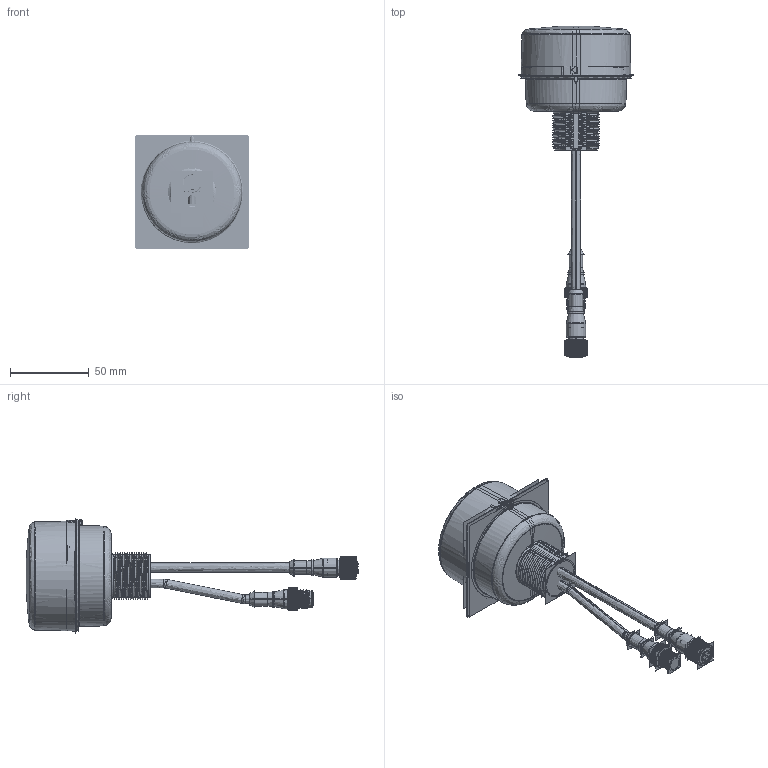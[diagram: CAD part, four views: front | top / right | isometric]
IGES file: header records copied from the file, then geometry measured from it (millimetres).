
Start section:  PTC IGES file: 228429_sm01.igs
Global section: file name: 228429_sm01.igs; native system: Creo Parametric by PTC Inc.; preprocessor: 2019292; author: PDMAdmin; organization: Unknown; date: 20220311.143107; units: millimetre
Bounding box: 72.8 x 210.95 x 72.74 mm (x, y, z)
Volume: 209499.9 mm3; surface area: 176119.6 mm2
Topology: 1 solids, 74 shells, 12392 faces, 55098 edges, 65545 vertices
Faces by surface type: bspline 9452, revolution 2940
